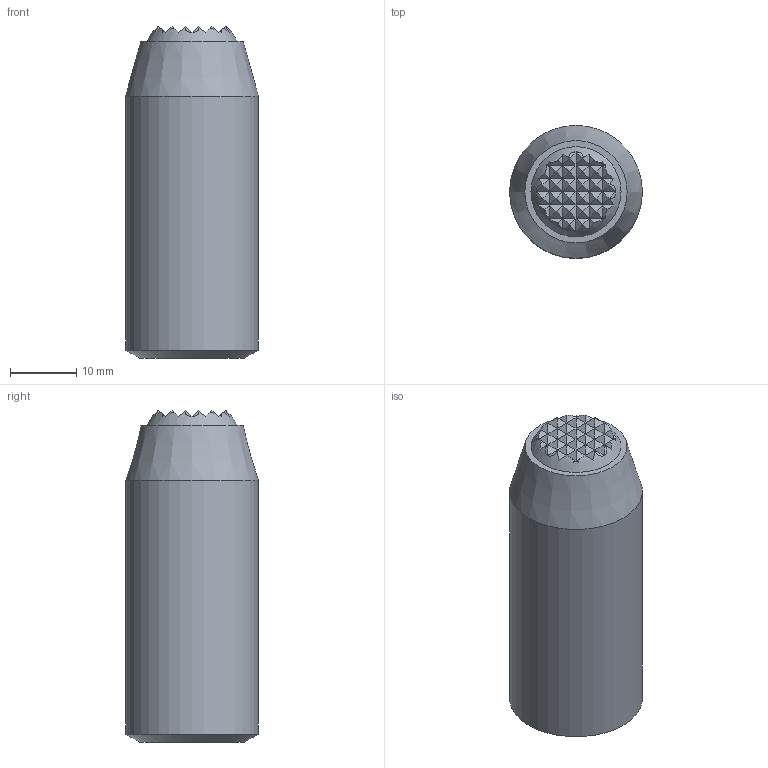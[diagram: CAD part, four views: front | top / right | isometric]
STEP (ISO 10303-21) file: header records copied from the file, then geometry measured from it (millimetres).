
FILE_DESCRIPTION( ( 'Unknown' ), '1' );
FILE_NAME( 'PT16C-2050.stp', 'Unknown', ( 'Unknown' ), ( 'Unknown' ), 'PSStep 17.0.49', 'Unknown', ' ' );
FILE_SCHEMA( ( 'AUTOMOTIVE_DESIGN { 1 0 10303 214 1 1 1 1 }' ) );
Length unit declared in the file: millimetre
Products named in the file (1): 1
Bounding box: 20 x 20 x 50 mm (x, y, z)
Volume: 13794.3 mm3; surface area: 3766.5 mm2
Topology: 1 solids, 1 shells, 147 faces, 259 edges, 115 vertices
Faces by surface type: plane 142, cone 3, sphere 1, cylinder 1
Full cylindrical faces by diameter (mm): 20 x1
Entity records: 4432 total; most frequent: DIRECTION 606, CARTESIAN_POINT 512, ORIENTED_EDGE 502, EDGE_CURVE 251, AXIS2_PLACEMENT_3D 207, LINE 192, VECTOR 192, EDGE_LOOP 153
